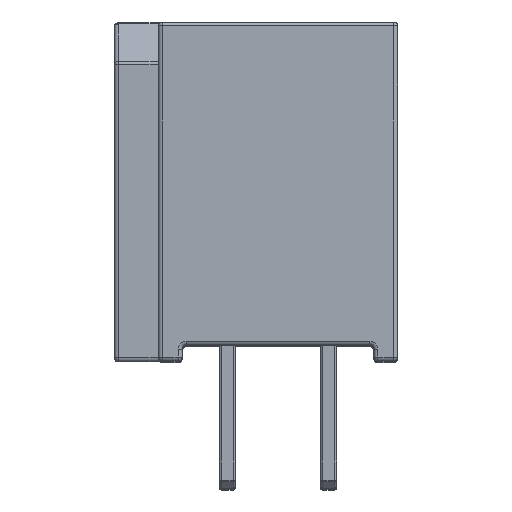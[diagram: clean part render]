
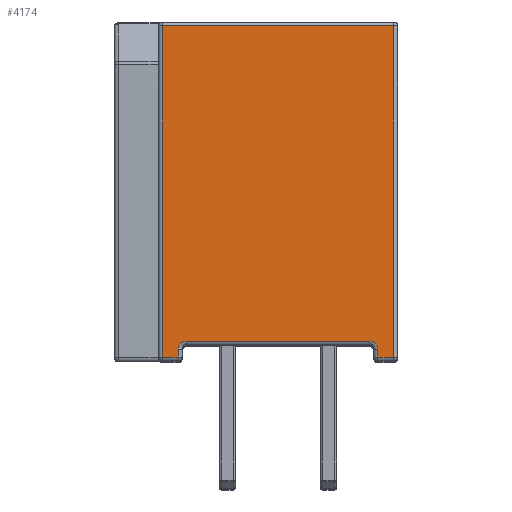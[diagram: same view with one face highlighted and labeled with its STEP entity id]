
A CAD part, top view. The second image highlights one B-rep face of the part: STEP entity #4174.
In plain terms, the highlighted face is planar.
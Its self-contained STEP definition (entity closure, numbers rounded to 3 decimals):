
#37 = ORIENTED_EDGE ( 'NONE', *, *, #4185, .T. ) ;
#172 = DIRECTION ( 'NONE',  ( 0., 1., 0. ) ) ;
#233 = CARTESIAN_POINT ( 'NONE',  ( 0., 3.95, 0. ) ) ;
#235 = ORIENTED_EDGE ( 'NONE', *, *, #3354, .F. ) ;
#373 = DIRECTION ( 'NONE',  ( 0., 0., -1. ) ) ;
#396 = VERTEX_POINT ( 'NONE', #2899 ) ;
#408 = CARTESIAN_POINT ( 'NONE',  ( 0., -4.35, -3. ) ) ;
#574 = VERTEX_POINT ( 'NONE', #2535 ) ;
#780 = EDGE_CURVE ( 'NONE', #5985, #1230, #5173, .T. ) ;
#787 = LINE ( 'NONE', #4555, #5912 ) ;
#805 = CIRCLE ( 'NONE', #2187, 0.2 ) ;
#807 = EDGE_CURVE ( 'NONE', #5801, #3943, #2420, .T. ) ;
#808 = LINE ( 'NONE', #408, #4475 ) ;
#864 = VECTOR ( 'NONE', #3762, 1000. ) ;
#1008 = ORIENTED_EDGE ( 'NONE', *, *, #780, .T. ) ;
#1073 = CARTESIAN_POINT ( 'NONE',  ( 0., -3.95, 2.3 ) ) ;
#1230 = VERTEX_POINT ( 'NONE', #2956 ) ;
#1280 = DIRECTION ( 'NONE',  ( 0., 0., -1. ) ) ;
#1292 = EDGE_CURVE ( 'NONE', #396, #574, #2415, .T. ) ;
#1374 = VECTOR ( 'NONE', #172, 1000. ) ;
#1448 = LINE ( 'NONE', #4280, #4091 ) ;
#1712 = CARTESIAN_POINT ( 'NONE',  ( 0., -4.05, 2.5 ) ) ;
#1719 = ORIENTED_EDGE ( 'NONE', *, *, #1292, .F. ) ;
#1720 = CARTESIAN_POINT ( 'NONE',  ( 0., -4.35, 2.5 ) ) ;
#1786 = ORIENTED_EDGE ( 'NONE', *, *, #807, .T. ) ;
#1922 = PLANE ( 'NONE',  #4301 ) ;
#1946 = DIRECTION ( 'NONE',  ( 1., 0., 0. ) ) ;
#1992 = LINE ( 'NONE', #2667, #2996 ) ;
#2155 = DIRECTION ( 'NONE',  ( 0., -1., 0. ) ) ;
#2187 = AXIS2_PLACEMENT_3D ( 'NONE', #6315, #3365, #373 ) ;
#2251 = CARTESIAN_POINT ( 'NONE',  ( 0., -4.35, 2.9 ) ) ;
#2261 = VECTOR ( 'NONE', #3748, 1000. ) ;
#2347 = DIRECTION ( 'NONE',  ( 0., -1., 0. ) ) ;
#2415 = CIRCLE ( 'NONE', #6410, 0.2 ) ;
#2420 = LINE ( 'NONE', #233, #2261 ) ;
#2436 = CARTESIAN_POINT ( 'NONE',  ( 0., 3.95, -2.9 ) ) ;
#2535 = CARTESIAN_POINT ( 'NONE',  ( 0., -3.95, -2.3 ) ) ;
#2667 = CARTESIAN_POINT ( 'NONE',  ( 0., 0., 2.9 ) ) ;
#2855 = DIRECTION ( 'NONE',  ( 1., 0., 0. ) ) ;
#2899 = CARTESIAN_POINT ( 'NONE',  ( 0., -4.15, -2.5 ) ) ;
#2956 = CARTESIAN_POINT ( 'NONE',  ( 0., -4.15, 2.5 ) ) ;
#2996 = VECTOR ( 'NONE', #2155, 1000. ) ;
#3041 = EDGE_CURVE ( 'NONE', #3943, #3798, #1992, .T. ) ;
#3182 = ORIENTED_EDGE ( 'NONE', *, *, #5518, .T. ) ;
#3244 = ORIENTED_EDGE ( 'NONE', *, *, #5704, .T. ) ;
#3324 = FACE_OUTER_BOUND ( 'NONE', #4441, .T. ) ;
#3330 = EDGE_CURVE ( 'NONE', #396, #5598, #1448, .T. ) ;
#3338 = ORIENTED_EDGE ( 'NONE', *, *, #3330, .T. ) ;
#3354 = EDGE_CURVE ( 'NONE', #4330, #1230, #805, .T. ) ;
#3365 = DIRECTION ( 'NONE',  ( 1., 0., 0. ) ) ;
#3451 = VERTEX_POINT ( 'NONE', #6334 ) ;
#3479 = ORIENTED_EDGE ( 'NONE', *, *, #5039, .T. ) ;
#3748 = DIRECTION ( 'NONE',  ( 0., 0., 1. ) ) ;
#3762 = DIRECTION ( 'NONE',  ( 0., 1., 0. ) ) ;
#3798 = VERTEX_POINT ( 'NONE', #2251 ) ;
#3843 = CARTESIAN_POINT ( 'NONE',  ( 0., 3.95, 2.9 ) ) ;
#3909 = CARTESIAN_POINT ( 'NONE',  ( 0., 0., 0. ) ) ;
#3943 = VERTEX_POINT ( 'NONE', #3843 ) ;
#4091 = VECTOR ( 'NONE', #2347, 1000. ) ;
#4174 = ADVANCED_FACE ( 'NONE', ( #3324 ), #1922, .T. ) ;
#4185 = EDGE_CURVE ( 'NONE', #5598, #3451, #808, .T. ) ;
#4280 = CARTESIAN_POINT ( 'NONE',  ( 0., -4.45, -2.5 ) ) ;
#4301 = AXIS2_PLACEMENT_3D ( 'NONE', #3909, #1946, #5371 ) ;
#4308 = ORIENTED_EDGE ( 'NONE', *, *, #3041, .T. ) ;
#4330 = VERTEX_POINT ( 'NONE', #1073 ) ;
#4441 = EDGE_LOOP ( 'NONE', ( #3479, #1008, #235, #3182, #1719, #3338, #37, #3244, #1786, #4308 ) ) ;
#4475 = VECTOR ( 'NONE', #5873, 1000. ) ;
#4555 = CARTESIAN_POINT ( 'NONE',  ( 0., -3.95, 0. ) ) ;
#4750 = CARTESIAN_POINT ( 'NONE',  ( 0., 0., -2.9 ) ) ;
#4777 = CARTESIAN_POINT ( 'NONE',  ( 0., -4.35, 0. ) ) ;
#4848 = LINE ( 'NONE', #4750, #864 ) ;
#5039 = EDGE_CURVE ( 'NONE', #3798, #5985, #6227, .T. ) ;
#5173 = LINE ( 'NONE', #1712, #1374 ) ;
#5219 = VECTOR ( 'NONE', #1280, 1000. ) ;
#5371 = DIRECTION ( 'NONE',  ( 0., 0., -1. ) ) ;
#5518 = EDGE_CURVE ( 'NONE', #4330, #574, #787, .T. ) ;
#5598 = VERTEX_POINT ( 'NONE', #5640 ) ;
#5640 = CARTESIAN_POINT ( 'NONE',  ( 0., -4.35, -2.5 ) ) ;
#5704 = EDGE_CURVE ( 'NONE', #3451, #5801, #4848, .T. ) ;
#5785 = CARTESIAN_POINT ( 'NONE',  ( 0., -4.15, -2.3 ) ) ;
#5801 = VERTEX_POINT ( 'NONE', #2436 ) ;
#5873 = DIRECTION ( 'NONE',  ( 0., 0., -1. ) ) ;
#5912 = VECTOR ( 'NONE', #6035, 1000. ) ;
#5985 = VERTEX_POINT ( 'NONE', #1720 ) ;
#6035 = DIRECTION ( 'NONE',  ( 0., 0., -1. ) ) ;
#6227 = LINE ( 'NONE', #4777, #5219 ) ;
#6287 = DIRECTION ( 'NONE',  ( 0., 0., -1. ) ) ;
#6315 = CARTESIAN_POINT ( 'NONE',  ( 0., -4.15, 2.3 ) ) ;
#6334 = CARTESIAN_POINT ( 'NONE',  ( 0., -4.35, -2.9 ) ) ;
#6410 = AXIS2_PLACEMENT_3D ( 'NONE', #5785, #2855, #6287 ) ;
